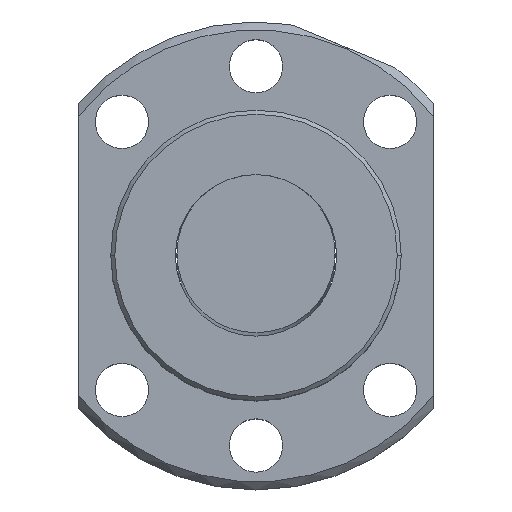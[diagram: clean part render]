
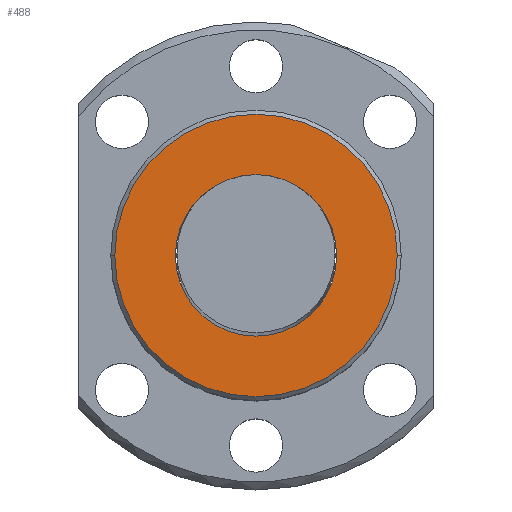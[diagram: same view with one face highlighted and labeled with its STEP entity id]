
A CAD part, top view. The second image highlights one B-rep face of the part: STEP entity #488.
In plain terms, the highlighted face is planar.
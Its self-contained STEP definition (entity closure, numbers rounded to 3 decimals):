
#34 = PLANE ( 'NONE',  #95 ) ;
#95 = AXIS2_PLACEMENT_3D ( 'NONE', #1785, #1780, #1779 ) ;
#134 = VERTEX_POINT ( 'NONE', #279 ) ;
#145 = EDGE_LOOP ( 'NONE', ( #1195, #1126 ) ) ;
#246 = CIRCLE ( 'NONE', #416, 10. ) ;
#262 = EDGE_CURVE ( 'NONE', #1703, #1719, #246, .T. ) ;
#276 = DIRECTION ( 'NONE',  ( 1., 0., 0. ) ) ;
#279 = CARTESIAN_POINT ( 'NONE',  ( 17.5, 0., -48.5 ) ) ;
#291 = DIRECTION ( 'NONE',  ( 0., 0., 1. ) ) ;
#292 = CARTESIAN_POINT ( 'NONE',  ( 0., 0., -48.5 ) ) ;
#349 = AXIS2_PLACEMENT_3D ( 'NONE', #395, #291, #276 ) ;
#353 = ORIENTED_EDGE ( 'NONE', *, *, #452, .F. ) ;
#395 = CARTESIAN_POINT ( 'NONE',  ( 0., 0., -48.5 ) ) ;
#416 = AXIS2_PLACEMENT_3D ( 'NONE', #292, #464, #1746 ) ;
#452 = EDGE_CURVE ( 'NONE', #1308, #134, #1345, .T. ) ;
#464 = DIRECTION ( 'NONE',  ( 0., 0., -1. ) ) ;
#488 = ADVANCED_FACE ( 'NONE', ( #655, #800 ), #34, .F. ) ;
#492 = DIRECTION ( 'NONE',  ( 1., 0., 0. ) ) ;
#493 = DIRECTION ( 'NONE',  ( 0., 0., -1. ) ) ;
#506 = CARTESIAN_POINT ( 'NONE',  ( -10., 0., -48.5 ) ) ;
#513 = CARTESIAN_POINT ( 'NONE',  ( 0., 0., -48.5 ) ) ;
#539 = CARTESIAN_POINT ( 'NONE',  ( 10., 0., -48.5 ) ) ;
#606 = AXIS2_PLACEMENT_3D ( 'NONE', #513, #493, #492 ) ;
#655 = FACE_BOUND ( 'NONE', #145, .T. ) ;
#716 = EDGE_LOOP ( 'NONE', ( #1498, #353 ) ) ;
#797 = DIRECTION ( 'NONE',  ( 1., 0., 0. ) ) ;
#799 = DIRECTION ( 'NONE',  ( 0., 0., 1. ) ) ;
#800 = FACE_OUTER_BOUND ( 'NONE', #716, .T. ) ;
#809 = CARTESIAN_POINT ( 'NONE',  ( 0., 0., -48.5 ) ) ;
#873 = AXIS2_PLACEMENT_3D ( 'NONE', #809, #799, #797 ) ;
#957 = CARTESIAN_POINT ( 'NONE',  ( -17.5, 0., -48.5 ) ) ;
#1126 = ORIENTED_EDGE ( 'NONE', *, *, #1726, .F. ) ;
#1140 = CIRCLE ( 'NONE', #873, 17.5 ) ;
#1195 = ORIENTED_EDGE ( 'NONE', *, *, #262, .F. ) ;
#1308 = VERTEX_POINT ( 'NONE', #957 ) ;
#1345 = CIRCLE ( 'NONE', #349, 17.5 ) ;
#1425 = EDGE_CURVE ( 'NONE', #134, #1308, #1140, .T. ) ;
#1451 = CIRCLE ( 'NONE', #606, 10. ) ;
#1498 = ORIENTED_EDGE ( 'NONE', *, *, #1425, .F. ) ;
#1703 = VERTEX_POINT ( 'NONE', #539 ) ;
#1719 = VERTEX_POINT ( 'NONE', #506 ) ;
#1726 = EDGE_CURVE ( 'NONE', #1719, #1703, #1451, .T. ) ;
#1746 = DIRECTION ( 'NONE',  ( 1., 0., 0. ) ) ;
#1779 = DIRECTION ( 'NONE',  ( 1., 0., 0. ) ) ;
#1780 = DIRECTION ( 'NONE',  ( 0., 0., 1. ) ) ;
#1785 = CARTESIAN_POINT ( 'NONE',  ( -17.71, -17.71, -48.5 ) ) ;
